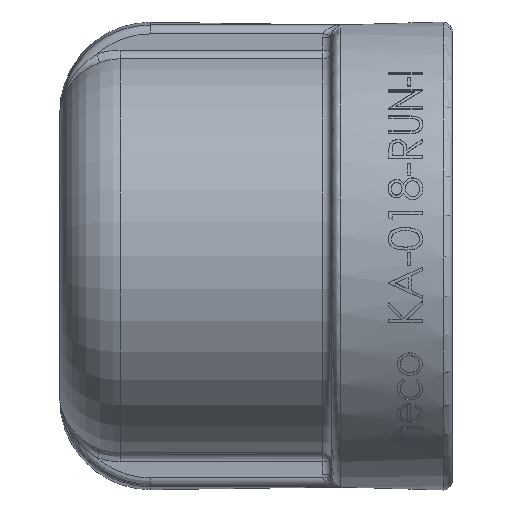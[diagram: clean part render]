
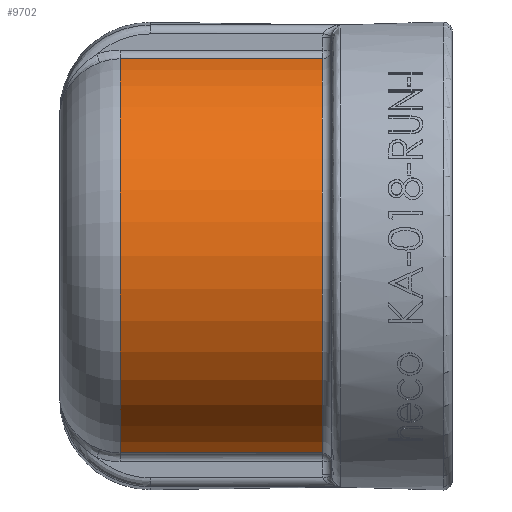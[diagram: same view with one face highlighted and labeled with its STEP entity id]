
A CAD part, top view. The second image highlights one B-rep face of the part: STEP entity #9702.
In plain terms, the highlighted cylindrical face has radius 6.75 mm (diameter 13.5 mm), a partial arc.
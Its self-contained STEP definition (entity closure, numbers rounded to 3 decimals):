
#36 = CARTESIAN_POINT ( 'NONE',  ( -0.8, -6.526, 1.723 ) ) ;
#501 = VECTOR ( 'NONE', #2861, 1000. ) ;
#647 = DIRECTION ( 'NONE',  ( 1., 0., 0. ) ) ;
#1041 = LINE ( 'NONE', #9342, #15375 ) ;
#2007 = ORIENTED_EDGE ( 'NONE', *, *, #8777, .F. ) ;
#2027 = AXIS2_PLACEMENT_3D ( 'NONE', #15651, #8288, #5949 ) ;
#2151 = VERTEX_POINT ( 'NONE', #3782 ) ;
#2861 = DIRECTION ( 'NONE',  ( 1., 0., 0. ) ) ;
#2921 = CARTESIAN_POINT ( 'NONE',  ( -5., 0., 0. ) ) ;
#3273 = DIRECTION ( 'NONE',  ( 0., -1., 0. ) ) ;
#3782 = CARTESIAN_POINT ( 'NONE',  ( -7.5, 6.526, 1.723 ) ) ;
#3975 = LINE ( 'NONE', #4223, #501 ) ;
#4223 = CARTESIAN_POINT ( 'NONE',  ( -5., 6.526, 1.723 ) ) ;
#4332 = CARTESIAN_POINT ( 'NONE',  ( -7.5, -6.526, 1.723 ) ) ;
#4604 = CIRCLE ( 'NONE', #2027, 6.75 ) ;
#4626 = CIRCLE ( 'NONE', #6912, 6.75 ) ;
#5590 = EDGE_LOOP ( 'NONE', ( #13736, #2007, #12158, #14851 ) ) ;
#5655 = VERTEX_POINT ( 'NONE', #15608 ) ;
#5667 = VERTEX_POINT ( 'NONE', #36 ) ;
#5949 = DIRECTION ( 'NONE',  ( 0., 0., 1. ) ) ;
#6112 = EDGE_CURVE ( 'NONE', #7884, #2151, #4604, .T. ) ;
#6687 = FACE_OUTER_BOUND ( 'NONE', #5590, .T. ) ;
#6906 = DIRECTION ( 'NONE',  ( -1., 0., 0. ) ) ;
#6912 = AXIS2_PLACEMENT_3D ( 'NONE', #8111, #647, #3273 ) ;
#7499 = AXIS2_PLACEMENT_3D ( 'NONE', #2921, #7813, #11664 ) ;
#7813 = DIRECTION ( 'NONE',  ( 1., 0., 0. ) ) ;
#7884 = VERTEX_POINT ( 'NONE', #4332 ) ;
#8111 = CARTESIAN_POINT ( 'NONE',  ( -0.8, 0., 0. ) ) ;
#8288 = DIRECTION ( 'NONE',  ( -1., 0., 0. ) ) ;
#8656 = EDGE_CURVE ( 'NONE', #5667, #7884, #1041, .T. ) ;
#8777 = EDGE_CURVE ( 'NONE', #5655, #5667, #4626, .T. ) ;
#9342 = CARTESIAN_POINT ( 'NONE',  ( -5., -6.526, 1.723 ) ) ;
#9702 = ADVANCED_FACE ( 'NONE', ( #6687 ), #15188, .T. ) ;
#11664 = DIRECTION ( 'NONE',  ( 0., 1., 0. ) ) ;
#12158 = ORIENTED_EDGE ( 'NONE', *, *, #14122, .F. ) ;
#13736 = ORIENTED_EDGE ( 'NONE', *, *, #8656, .F. ) ;
#14122 = EDGE_CURVE ( 'NONE', #2151, #5655, #3975, .T. ) ;
#14851 = ORIENTED_EDGE ( 'NONE', *, *, #6112, .F. ) ;
#15188 = CYLINDRICAL_SURFACE ( 'NONE', #7499, 6.75 ) ;
#15375 = VECTOR ( 'NONE', #6906, 1000. ) ;
#15608 = CARTESIAN_POINT ( 'NONE',  ( -0.8, 6.526, 1.723 ) ) ;
#15651 = CARTESIAN_POINT ( 'NONE',  ( -7.5, 0., 0. ) ) ;
